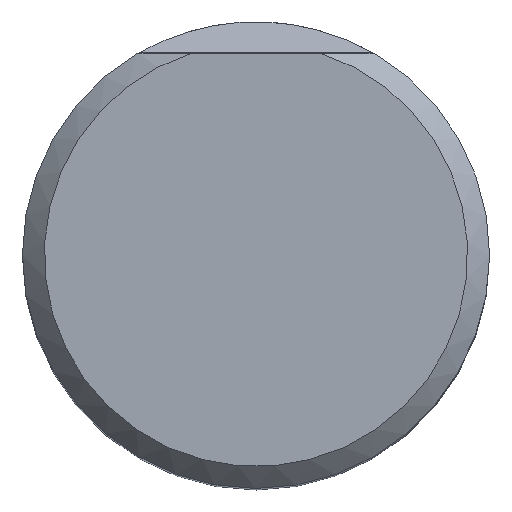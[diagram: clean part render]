
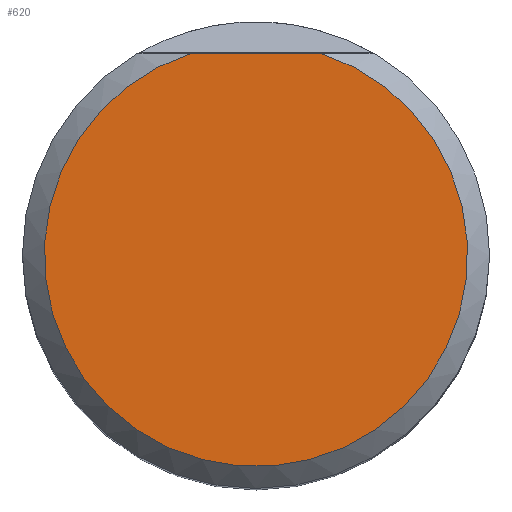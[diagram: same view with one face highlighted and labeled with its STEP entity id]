
A CAD part, top view. The second image highlights one B-rep face of the part: STEP entity #620.
In plain terms, the highlighted planar face has unit normal (0, 0, 1).
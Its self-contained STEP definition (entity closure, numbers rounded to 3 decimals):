
#276=FACE_OUTER_BOUND('',#1195,.T.);
#620=ADVANCED_FACE('',(#276),#830,.T.);
#830=PLANE('',#4166);
#964=CIRCLE('',#4165,14.496);
#1195=EDGE_LOOP('',(#1747,#1748));
#1747=ORIENTED_EDGE('',*,*,#3123,.F.);
#1748=ORIENTED_EDGE('',*,*,#3124,.T.);
#2728=VERTEX_POINT('',#6193);
#2729=VERTEX_POINT('',#6194);
#3123=EDGE_CURVE('',#2728,#2729,#3563,.T.);
#3124=EDGE_CURVE('',#2728,#2729,#964,.T.);
#3563=LINE('',#6192,#3749);
#3749=VECTOR('',#4757,1.);
#4165=AXIS2_PLACEMENT_3D('',#6195,#4758,#4759);
#4166=AXIS2_PLACEMENT_3D('',#6196,#4760,#4761);
#4757=DIRECTION('',(1.,0.,0.));
#4758=DIRECTION('',(0.,0.,1.));
#4759=DIRECTION('',(1.,0.,0.));
#4760=DIRECTION('',(0.,0.,1.));
#4761=DIRECTION('',(1.,0.,0.));
#6192=CARTESIAN_POINT('',(0.,13.804,0.));
#6193=CARTESIAN_POINT('',(-4.425,13.804,0.));
#6194=CARTESIAN_POINT('',(4.425,13.804,0.));
#6195=CARTESIAN_POINT('',(0.,0.,0.));
#6196=CARTESIAN_POINT('',(0.,0.,0.));
